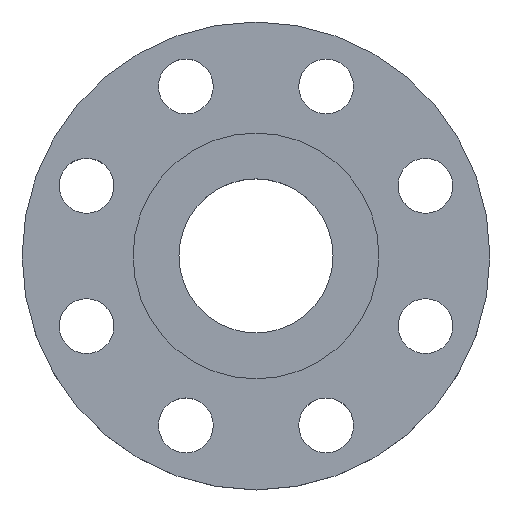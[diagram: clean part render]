
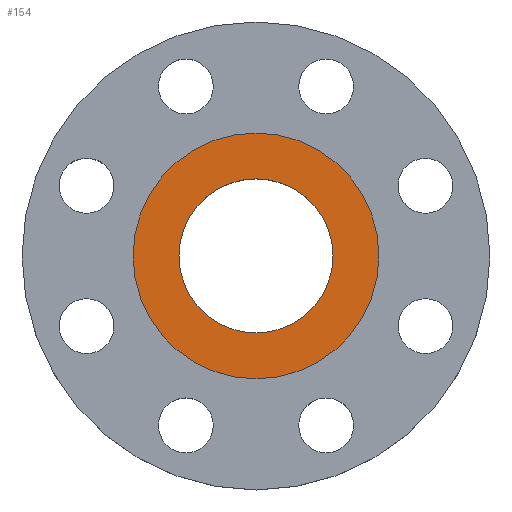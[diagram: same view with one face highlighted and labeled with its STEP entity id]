
A CAD part, top view. The second image highlights one B-rep face of the part: STEP entity #154.
In plain terms, the highlighted planar face has unit normal (0, 0, 1).
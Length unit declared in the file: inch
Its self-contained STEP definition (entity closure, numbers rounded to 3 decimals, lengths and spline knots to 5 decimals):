
#2 = DIRECTION ( 'NONE',  ( 0., 0., 1. ) ) ;
#15 = DIRECTION ( 'NONE',  ( 0., 0., 1. ) ) ;
#34 = CARTESIAN_POINT ( 'NONE',  ( 0., 0., 0. ) ) ;
#55 = PLANE ( 'NONE',  #1009 ) ;
#68 = DIRECTION ( 'NONE',  ( 0., 0., 1. ) ) ;
#84 = EDGE_CURVE ( 'NONE', #277, #852, #244, .T. ) ;
#118 = VERTEX_POINT ( 'NONE', #713 ) ;
#154 = ADVANCED_FACE ( 'NONE', ( #799, #569 ), #55, .T. ) ;
#157 = DIRECTION ( 'NONE',  ( 1., 0., 0. ) ) ;
#165 = AXIS2_PLACEMENT_3D ( 'NONE', #974, #68, #486 ) ;
#169 = ORIENTED_EDGE ( 'NONE', *, *, #84, .T. ) ;
#205 = AXIS2_PLACEMENT_3D ( 'NONE', #34, #853, #452 ) ;
#214 = DIRECTION ( 'NONE',  ( 1., 0., 0. ) ) ;
#244 = CIRCLE ( 'NONE', #165, 1.97 ) ;
#277 = VERTEX_POINT ( 'NONE', #681 ) ;
#296 = DIRECTION ( 'NONE',  ( 0., 0., 1. ) ) ;
#364 = EDGE_CURVE ( 'NONE', #118, #749, #557, .T. ) ;
#425 = EDGE_LOOP ( 'NONE', ( #169, #958 ) ) ;
#452 = DIRECTION ( 'NONE',  ( 1., 0., 0. ) ) ;
#461 = EDGE_CURVE ( 'NONE', #852, #277, #655, .T. ) ;
#486 = DIRECTION ( 'NONE',  ( 1., 0., 0. ) ) ;
#501 = CARTESIAN_POINT ( 'NONE',  ( -1.97, 0., 0. ) ) ;
#511 = DIRECTION ( 'NONE',  ( 1., 0., 0. ) ) ;
#525 = EDGE_LOOP ( 'NONE', ( #795, #760 ) ) ;
#557 = CIRCLE ( 'NONE', #205, 1.235 ) ;
#569 = FACE_OUTER_BOUND ( 'NONE', #425, .T. ) ;
#651 = AXIS2_PLACEMENT_3D ( 'NONE', #997, #2, #511 ) ;
#655 = CIRCLE ( 'NONE', #807, 1.97 ) ;
#681 = CARTESIAN_POINT ( 'NONE',  ( 1.97, 0., 0. ) ) ;
#713 = CARTESIAN_POINT ( 'NONE',  ( -1.235, 0., 0. ) ) ;
#734 = CARTESIAN_POINT ( 'NONE',  ( 0., 0., 0. ) ) ;
#749 = VERTEX_POINT ( 'NONE', #1060 ) ;
#760 = ORIENTED_EDGE ( 'NONE', *, *, #364, .F. ) ;
#791 = CARTESIAN_POINT ( 'NONE',  ( 0., 0., 0. ) ) ;
#795 = ORIENTED_EDGE ( 'NONE', *, *, #855, .F. ) ;
#799 = FACE_BOUND ( 'NONE', #525, .T. ) ;
#807 = AXIS2_PLACEMENT_3D ( 'NONE', #791, #296, #214 ) ;
#852 = VERTEX_POINT ( 'NONE', #501 ) ;
#853 = DIRECTION ( 'NONE',  ( 0., 0., 1. ) ) ;
#855 = EDGE_CURVE ( 'NONE', #749, #118, #969, .T. ) ;
#958 = ORIENTED_EDGE ( 'NONE', *, *, #461, .T. ) ;
#969 = CIRCLE ( 'NONE', #651, 1.235 ) ;
#974 = CARTESIAN_POINT ( 'NONE',  ( 0., 0., 0. ) ) ;
#997 = CARTESIAN_POINT ( 'NONE',  ( 0., 0., 0. ) ) ;
#1009 = AXIS2_PLACEMENT_3D ( 'NONE', #734, #15, #157 ) ;
#1060 = CARTESIAN_POINT ( 'NONE',  ( 1.235, 0., 0. ) ) ;
